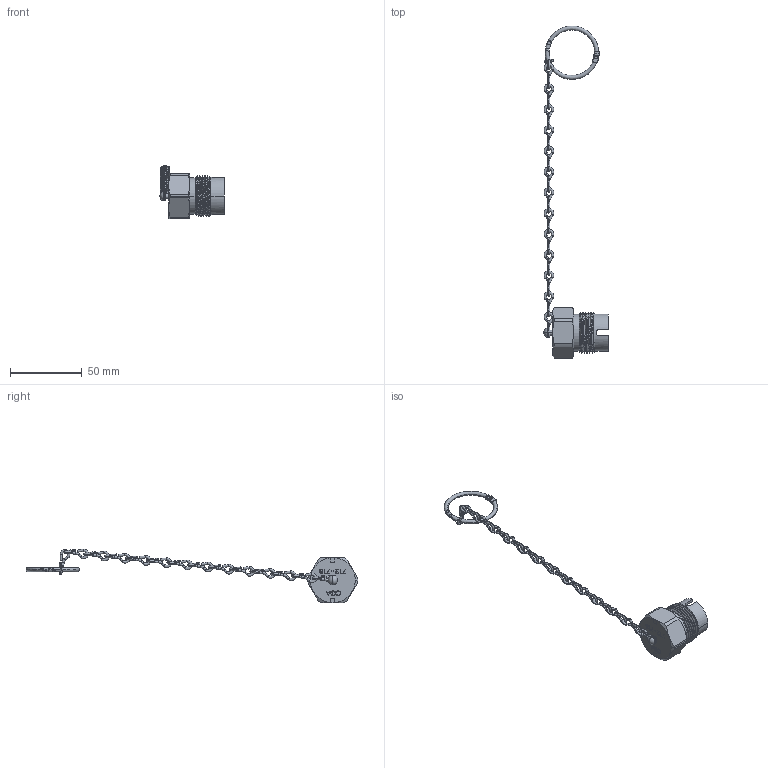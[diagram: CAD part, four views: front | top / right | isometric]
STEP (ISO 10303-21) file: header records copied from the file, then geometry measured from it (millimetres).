
FILE_DESCRIPTION (( 'STEP AP203' ), '1' );
FILE_NAME ('AD-71SS-BL-R.STEP', '2025-08-08T15:33:03', ( '' ), ( '' ), 'SwSTEP 2.0', 'SolidWorks 2018', '' );
FILE_SCHEMA (( 'CONFIG_CONTROL_DESIGN' ));
Length unit declared in the file: inch
Products named in the file (8): PRT-003626; PRT-002239_STAINLESS; PRT-002425; PRT-002255_SMALL PIN; ASY-000214_One Link Bent; ASY-000291; AD-71SS-BL-R; PRT-002245_RING-1.187D HALF
Assembly tree (21 placements, depth 3):
  AD-71SS-BL-R
    ASY-000214_One Link Bent
      PRT-002239_STAINLESS  x14
    ASY-000291
      PRT-002245_RING-1.187D HALF  x2
      PRT-002255_SMALL PIN
    PRT-003626
    PRT-002425
Bounding box: 44.97 x 231.78 x 37.51 mm (x, y, z)
Volume: 22385.9 mm3; surface area: 11130.7 mm2
Topology: 19 solids, 19 shells, 586 faces, 1386 edges, 843 vertices
Faces by surface type: cylinder 199, plane 143, bspline 108, torus 102, sphere 18, cone 16
Entity records: 14964 total; most frequent: CARTESIAN_POINT 7486, ORIENTED_EDGE 1374, DIRECTION 1172, EDGE_CURVE 687, VERTEX_POINT 440, AXIS2_PLACEMENT_3D 416, VECTOR 340, LINE 340
